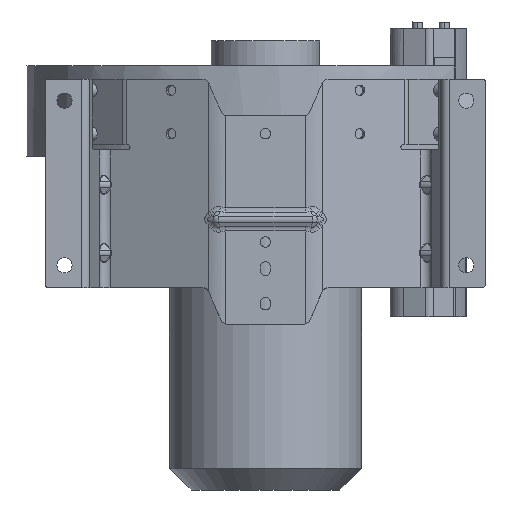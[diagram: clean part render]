
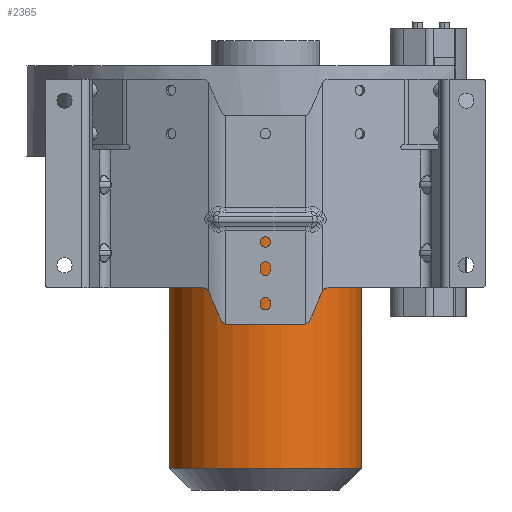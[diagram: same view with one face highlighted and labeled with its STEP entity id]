
A CAD part, front view. The second image highlights one B-rep face of the part: STEP entity #2365.
In plain terms, the highlighted cylindrical face has radius 88.7 mm (diameter 177.4 mm), a partial arc.
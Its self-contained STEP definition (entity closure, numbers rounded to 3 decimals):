
#702=CYLINDRICAL_SURFACE('',#9611,88.7);
#796=LINE('',#11959,#1334);
#797=LINE('',#11960,#1335);
#1334=VECTOR('',#9648,1.);
#1335=VECTOR('',#9649,1.);
#2365=ADVANCED_FACE('',(#2855),#702,.T.);
#2855=FACE_OUTER_BOUND('',#3418,.T.);
#3418=EDGE_LOOP('',(#6268,#6269,#6270,#6271));
#6268=ORIENTED_EDGE('',*,*,#7141,.F.);
#6269=ORIENTED_EDGE('',*,*,#8065,.T.);
#6270=ORIENTED_EDGE('',*,*,#7142,.T.);
#6271=ORIENTED_EDGE('',*,*,#8401,.T.);
#6309=VERTEX_POINT('',#11916);
#6310=VERTEX_POINT('',#11918);
#6315=VERTEX_POINT('',#11957);
#6316=VERTEX_POINT('',#11958);
#7141=EDGE_CURVE('',#6316,#6310,#796,.T.);
#7142=EDGE_CURVE('',#6315,#6309,#797,.T.);
#8065=EDGE_CURVE('',#6316,#6315,#8653,.T.);
#8401=EDGE_CURVE('',#6309,#6310,#8765,.T.);
#8653=CIRCLE('',#9305,88.7);
#8765=CIRCLE('',#9610,88.7);
#9305=AXIS2_PLACEMENT_3D('',#19427,#11082,#11083);
#9610=AXIS2_PLACEMENT_3D('',#20707,#11838,#11839);
#9611=AXIS2_PLACEMENT_3D('',#20708,#11840,#11841);
#9648=DIRECTION('',(0.,0.,-1.));
#9649=DIRECTION('',(0.,0.,-1.));
#11082=DIRECTION('',(0.,0.,-1.));
#11083=DIRECTION('',(-1.,0.,0.));
#11838=DIRECTION('',(0.,0.,1.));
#11839=DIRECTION('',(-1.,0.,0.));
#11840=DIRECTION('',(0.,0.,-1.));
#11841=DIRECTION('',(1.,0.,0.));
#11916=CARTESIAN_POINT('',(-88.7,0.,-328.7));
#11918=CARTESIAN_POINT('',(88.7,0.,-328.7));
#11957=CARTESIAN_POINT('',(-88.7,0.,-40.85));
#11958=CARTESIAN_POINT('',(88.7,0.,-40.85));
#11959=CARTESIAN_POINT('',(88.7,0.,-40.85));
#11960=CARTESIAN_POINT('',(-88.7,0.,-40.85));
#19427=CARTESIAN_POINT('',(0.,0.,-40.85));
#20707=CARTESIAN_POINT('',(0.,0.,-328.7));
#20708=CARTESIAN_POINT('',(0.,0.,-40.85));
